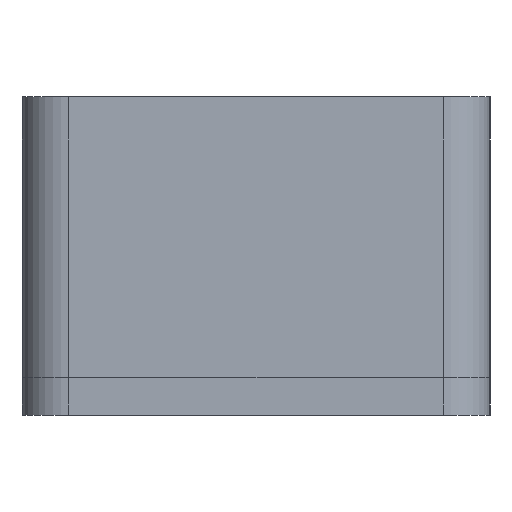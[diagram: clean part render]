
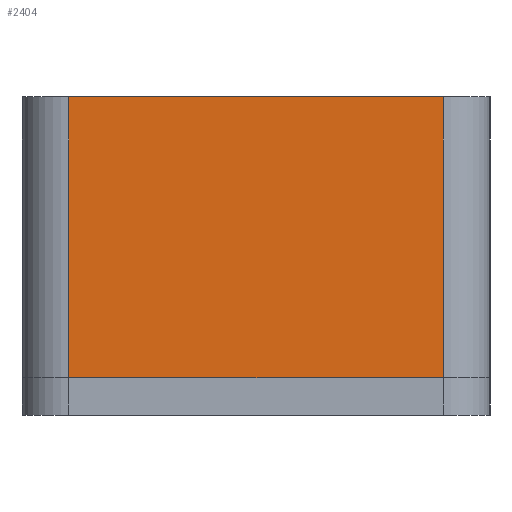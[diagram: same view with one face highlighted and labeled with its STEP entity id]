
A CAD part, left-side view. The second image highlights one B-rep face of the part: STEP entity #2404.
In plain terms, the highlighted planar face has unit normal (-1, 0, 0).
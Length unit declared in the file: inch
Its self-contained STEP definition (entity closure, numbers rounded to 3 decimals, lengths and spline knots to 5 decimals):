
#6 = DIRECTION ( 'NONE',  ( 0., 0., -1. ) ) ;
#563 = CARTESIAN_POINT ( 'NONE',  ( -1.5, 0.85, -0.625 ) ) ;
#668 = EDGE_CURVE ( 'NONE', #2201, #3610, #1440, .T. ) ;
#769 = CARTESIAN_POINT ( 'NONE',  ( -1.5, 0.85, -0.5 ) ) ;
#793 = AXIS2_PLACEMENT_3D ( 'NONE', #2787, #2500, #6 ) ;
#807 = LINE ( 'NONE', #1672, #3079 ) ;
#828 = ORIENTED_EDGE ( 'NONE', *, *, #1256, .T. ) ;
#898 = ORIENTED_EDGE ( 'NONE', *, *, #2068, .T. ) ;
#963 = CARTESIAN_POINT ( 'NONE',  ( -1.5, 0.1, -0.625 ) ) ;
#998 = CARTESIAN_POINT ( 'NONE',  ( -1.5, 0.1, -0.5 ) ) ;
#1093 = FACE_OUTER_BOUND ( 'NONE', #1927, .T. ) ;
#1104 = VERTEX_POINT ( 'NONE', #2985 ) ;
#1256 = EDGE_CURVE ( 'NONE', #1104, #1664, #807, .T. ) ;
#1406 = CARTESIAN_POINT ( 'NONE',  ( -1.5, 0.85, 0.5 ) ) ;
#1440 = LINE ( 'NONE', #2025, #2695 ) ;
#1538 = ORIENTED_EDGE ( 'NONE', *, *, #1625, .F. ) ;
#1625 = EDGE_CURVE ( 'NONE', #2201, #1664, #1720, .T. ) ;
#1664 = VERTEX_POINT ( 'NONE', #1406 ) ;
#1671 = PLANE ( 'NONE',  #793 ) ;
#1672 = CARTESIAN_POINT ( 'NONE',  ( -1.5, 0.85, 0.5 ) ) ;
#1687 = DIRECTION ( 'NONE',  ( 0., 0., 1. ) ) ;
#1720 = LINE ( 'NONE', #563, #2541 ) ;
#1927 = EDGE_LOOP ( 'NONE', ( #1538, #2131, #898, #828 ) ) ;
#2025 = CARTESIAN_POINT ( 'NONE',  ( -1.5, 0.85, -0.5 ) ) ;
#2048 = DIRECTION ( 'NONE',  ( 0., 0., 1. ) ) ;
#2068 = EDGE_CURVE ( 'NONE', #3610, #1104, #3424, .T. ) ;
#2131 = ORIENTED_EDGE ( 'NONE', *, *, #668, .T. ) ;
#2201 = VERTEX_POINT ( 'NONE', #769 ) ;
#2404 = ADVANCED_FACE ( 'NONE', ( #1093 ), #1671, .F. ) ;
#2500 = DIRECTION ( 'NONE',  ( 1., 0., 0. ) ) ;
#2541 = VECTOR ( 'NONE', #1687, 39.37008 ) ;
#2549 = DIRECTION ( 'NONE',  ( 0., -1., 0. ) ) ;
#2695 = VECTOR ( 'NONE', #2549, 39.37008 ) ;
#2767 = DIRECTION ( 'NONE',  ( 0., 1., 0. ) ) ;
#2787 = CARTESIAN_POINT ( 'NONE',  ( -1.5, 0.85, -0.625 ) ) ;
#2985 = CARTESIAN_POINT ( 'NONE',  ( -1.5, 0.1, 0.5 ) ) ;
#3079 = VECTOR ( 'NONE', #2767, 39.37008 ) ;
#3149 = VECTOR ( 'NONE', #2048, 39.37008 ) ;
#3424 = LINE ( 'NONE', #963, #3149 ) ;
#3610 = VERTEX_POINT ( 'NONE', #998 ) ;
